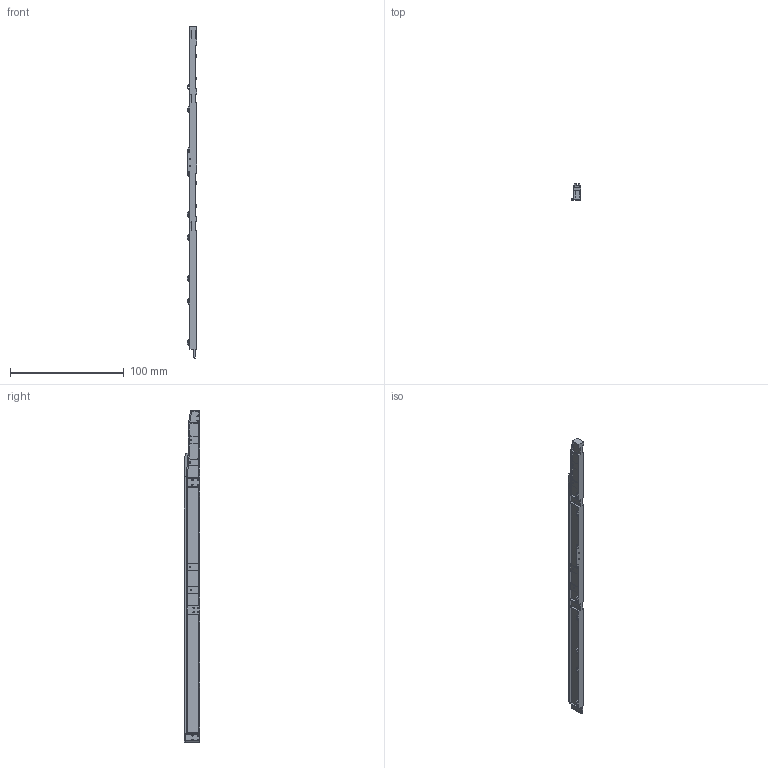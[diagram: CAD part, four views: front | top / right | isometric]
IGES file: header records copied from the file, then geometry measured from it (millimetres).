
Start section: SolidWorks IGES file using analytic representation for surfaces
Global section: file name: SDR_1.IGS; native system: SolidWorks 2014; preprocessor: SolidWorks 2014; author: Bastien; date: 200325.160655; units: millimetre
Bounding box: 8.7 x 13.8 x 291.25 mm (x, y, z)
Surface area: 14152.8 mm2 (no closed solid volume)
Topology: 0 solids, 0 shells, 357 faces, 4154 edges, 4154 vertices
Faces by surface type: bspline 212, revolution 145
